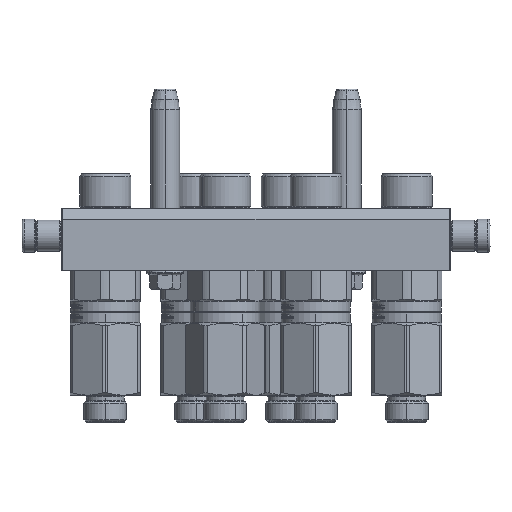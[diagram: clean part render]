
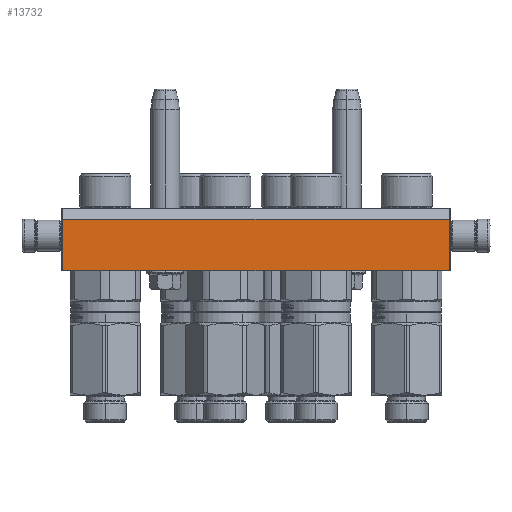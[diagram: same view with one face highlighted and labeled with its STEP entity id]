
A CAD part, left-side view. The second image highlights one B-rep face of the part: STEP entity #13732.
In plain terms, the highlighted face is planar.
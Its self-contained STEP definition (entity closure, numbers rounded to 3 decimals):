
#602 = VERTEX_POINT ( 'NONE', #4694 ) ;
#1455 = VECTOR ( 'NONE', #32220, 1000. ) ;
#2853 = CARTESIAN_POINT ( 'NONE',  ( 93.5, -10., -45. ) ) ;
#4694 = CARTESIAN_POINT ( 'NONE',  ( -93.5, -10., -45. ) ) ;
#7701 = DIRECTION ( 'NONE',  ( 1., 0., 0. ) ) ;
#8404 = EDGE_CURVE ( 'NONE', #19462, #55587, #53835, .T. ) ;
#9590 = ORIENTED_EDGE ( 'NONE', *, *, #38316, .F. ) ;
#10520 = ORIENTED_EDGE ( 'NONE', *, *, #31811, .F. ) ;
#12186 = CARTESIAN_POINT ( 'NONE',  ( -93.5, -10., -45. ) ) ;
#13732 = ADVANCED_FACE ( 'NONE', ( #25803 ), #18550, .T. ) ;
#16449 = VECTOR ( 'NONE', #30323, 1000. ) ;
#18550 = PLANE ( 'NONE',  #18647 ) ;
#18647 = AXIS2_PLACEMENT_3D ( 'NONE', #45627, #32225, #23223 ) ;
#18702 = LINE ( 'NONE', #35405, #51020 ) ;
#19462 = VERTEX_POINT ( 'NONE', #2853 ) ;
#23223 = DIRECTION ( 'NONE',  ( -1., 0., 0. ) ) ;
#23417 = CARTESIAN_POINT ( 'NONE',  ( 93.5, 15., -45. ) ) ;
#25803 = FACE_OUTER_BOUND ( 'NONE', #35918, .T. ) ;
#30323 = DIRECTION ( 'NONE',  ( 0., 1., 0. ) ) ;
#31448 = VECTOR ( 'NONE', #53107, 1000. ) ;
#31811 = EDGE_CURVE ( 'NONE', #602, #19462, #18702, .T. ) ;
#32220 = DIRECTION ( 'NONE',  ( -1., 0., 0. ) ) ;
#32225 = DIRECTION ( 'NONE',  ( 0., 0., -1. ) ) ;
#32316 = ORIENTED_EDGE ( 'NONE', *, *, #8404, .F. ) ;
#34823 = CARTESIAN_POINT ( 'NONE',  ( -93.5, 15., -45. ) ) ;
#35405 = CARTESIAN_POINT ( 'NONE',  ( -93.5, -10., -45. ) ) ;
#35918 = EDGE_LOOP ( 'NONE', ( #9590, #32316, #10520, #57106 ) ) ;
#36818 = VERTEX_POINT ( 'NONE', #34823 ) ;
#38316 = EDGE_CURVE ( 'NONE', #55587, #36818, #50217, .T. ) ;
#45627 = CARTESIAN_POINT ( 'NONE',  ( 94., -15., -45. ) ) ;
#47964 = LINE ( 'NONE', #12186, #31448 ) ;
#49240 = EDGE_CURVE ( 'NONE', #602, #36818, #47964, .T. ) ;
#50019 = CARTESIAN_POINT ( 'NONE',  ( 93.5, 15., -45. ) ) ;
#50217 = LINE ( 'NONE', #23417, #1455 ) ;
#51020 = VECTOR ( 'NONE', #7701, 1000. ) ;
#53107 = DIRECTION ( 'NONE',  ( 0., 1., 0. ) ) ;
#53835 = LINE ( 'NONE', #57791, #16449 ) ;
#55587 = VERTEX_POINT ( 'NONE', #50019 ) ;
#57106 = ORIENTED_EDGE ( 'NONE', *, *, #49240, .T. ) ;
#57791 = CARTESIAN_POINT ( 'NONE',  ( 93.5, -10., -45. ) ) ;
